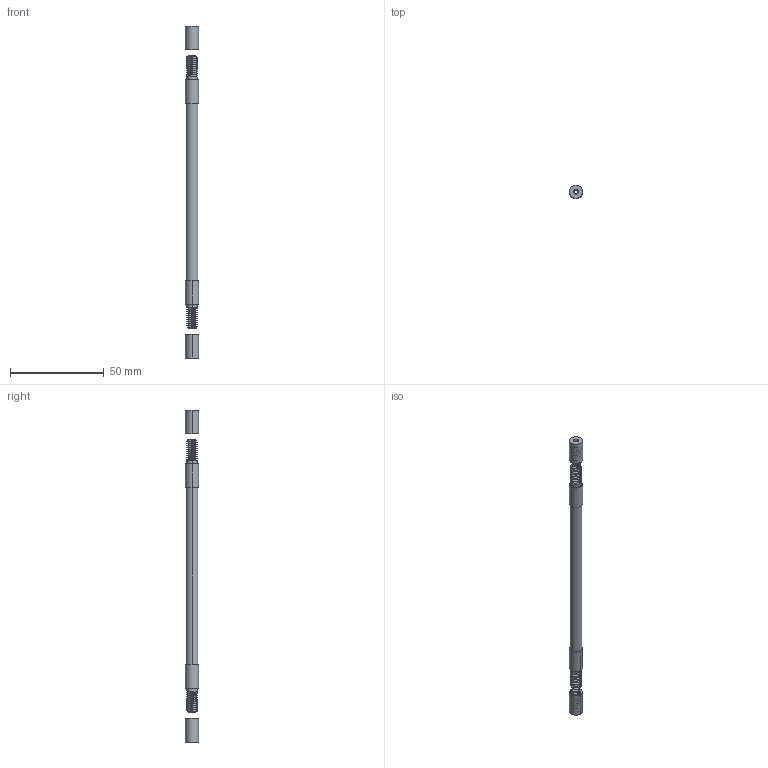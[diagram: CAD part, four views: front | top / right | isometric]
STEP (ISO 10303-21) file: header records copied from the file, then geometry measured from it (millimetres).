
FILE_DESCRIPTION((''),'2;1');
FILE_NAME('193964_ASM','2016-03-09T',('pdmadmin'),(''),'PRO/ENGINEER BY PARAMETRIC TECHNOLOGY CORPORATION, 2013230','PRO/ENGINEER BY PARAMETRIC TECHNOLOGY CORPORATION, 2013230','');
FILE_SCHEMA(('CONFIG_CONTROL_DESIGN'));
Length unit declared in the file: inch
Products named in the file (6): 39340; 39287; 39262; 39263; 42840_ASM; 193964_ASM
Assembly tree (8 placements, depth 3):
  193964_ASM
    42840_ASM
      39340
      39287  x2
      39262  x2
      39263  x2
Bounding box: 6.99 x 6.99 x 177.11 mm (x, y, z)
Volume: 3972.5 mm3; surface area: 7257.4 mm2
Topology: 7 solids, 7 shells, 442 faces, 1218 edges, 792 vertices
Faces by surface type: bspline 194, cylinder 156, plane 50, cone 42
Entity records: 22329 total; most frequent: CARTESIAN_POINT 17391, ORIENTED_EDGE 1230, DIRECTION 620, EDGE_CURVE 615, VERTEX_POINT 400, B_SPLINE_CURVE_WITH_KNOTS 366, EDGE_LOOP 233, FACE_OUTER_BOUND 224
